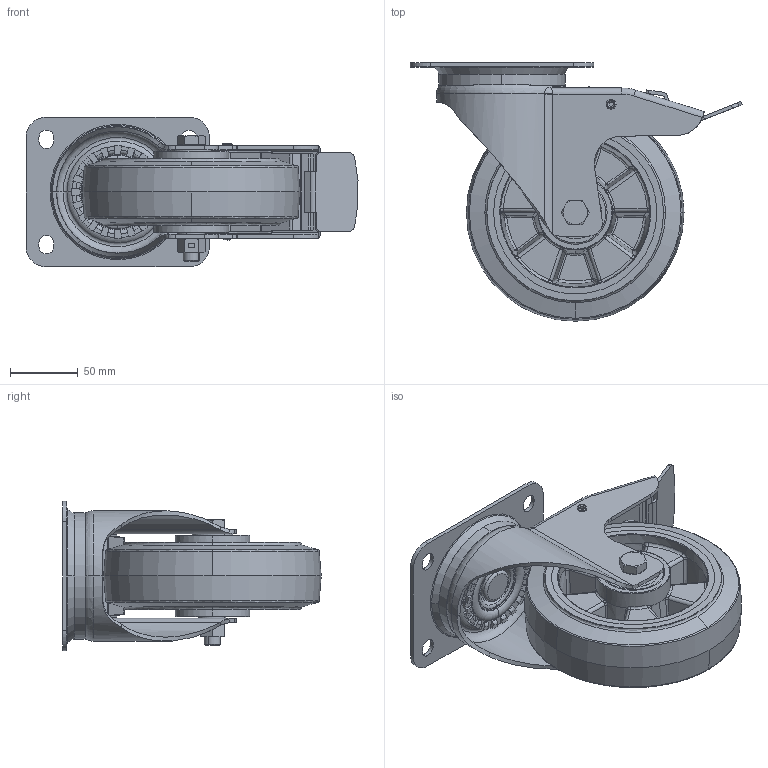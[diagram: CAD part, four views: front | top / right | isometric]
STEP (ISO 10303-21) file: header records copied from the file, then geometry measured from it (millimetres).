
FILE_DESCRIPTION (( 'STEP AP214' ), '1' );
FILE_NAME ('0055824.step', '2023-07-27T08:57:46', ( '' ), ( '' ), 'SwSTEP 2.0', 'SolidWorks 2020', '' );
FILE_SCHEMA (( 'AUTOMOTIVE_DESIGN' ));
Length unit declared in the file: millimetre
Products named in the file (1): 0055824
Bounding box: 244.14 x 190 x 110 mm (x, y, z)
Volume: 833942.9 mm3; surface area: 327815.4 mm2
Topology: 23 solids, 24 shells, 1669 faces, 4279 edges, 2582 vertices
Faces by surface type: plane 525, cylinder 391, bspline 290, torus 256, cone 133, sphere 74
Entity records: 83094 total; most frequent: CARTESIAN_POINT 26871, ORIENTED_EDGE 8178, DIRECTION 7614, EDGE_CURVE 4089, AXIS2_PLACEMENT_3D 3099, VERTEX_POINT 2498, EDGE_LOOP 1763, CIRCLE 1719
